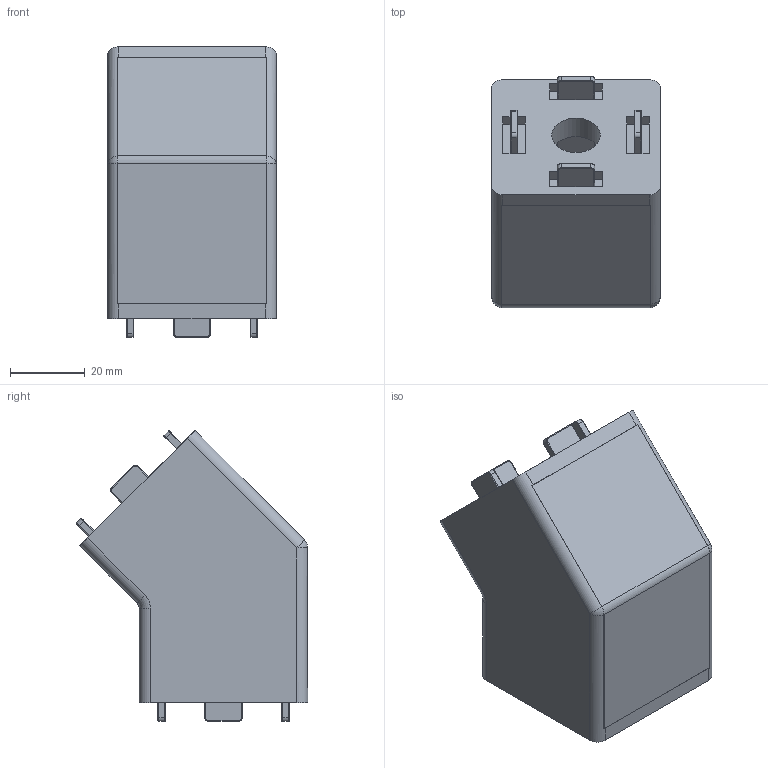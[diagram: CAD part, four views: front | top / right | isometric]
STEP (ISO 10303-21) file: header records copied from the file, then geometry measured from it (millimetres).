
FILE_DESCRIPTION((''),'2;1');
FILE_NAME('AR3847.stp','2021-06-25T14:23:28',('arma01'),(''),'Autodesk Inventor 2013','Autodesk Inventor 2013','');
FILE_SCHEMA(('AUTOMOTIVE_DESIGN { 1 0 10303 214 1 1 1 1 }'));
Length unit declared in the file: millimetre
Products named in the file (3): AR3847; AR3847 I
Assembly tree (2 placements, depth 2):
  AR3847
    AR3847
    AR3847 I
Bounding box: 45 x 61.86 x 77.67 mm (x, y, z)
Volume: 62740.5 mm3; surface area: 31927 mm2
Topology: 2 solids, 2 shells, 336 faces, 850 edges, 542 vertices
Faces by surface type: plane 184, cylinder 100, torus 34, cone 16, sphere 2
Full cylindrical faces by diameter (mm): 4 x4, 13 x2
Entity records: 10073 total; most frequent: CARTESIAN_POINT 1791, DIRECTION 1750, ORIENTED_EDGE 1688, EDGE_CURVE 844, AXIS2_PLACEMENT_3D 597, VECTOR 556, LINE 556, VERTEX_POINT 542
